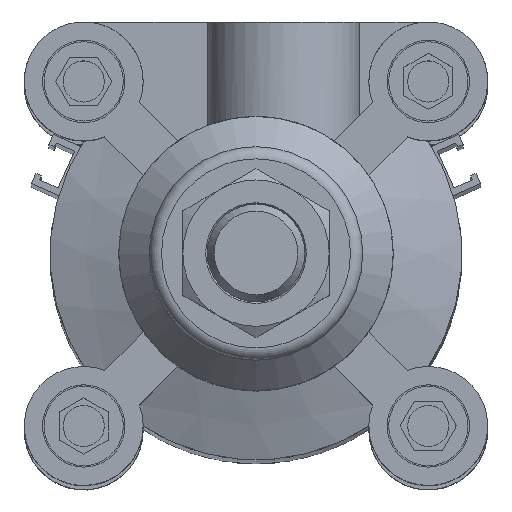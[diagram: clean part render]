
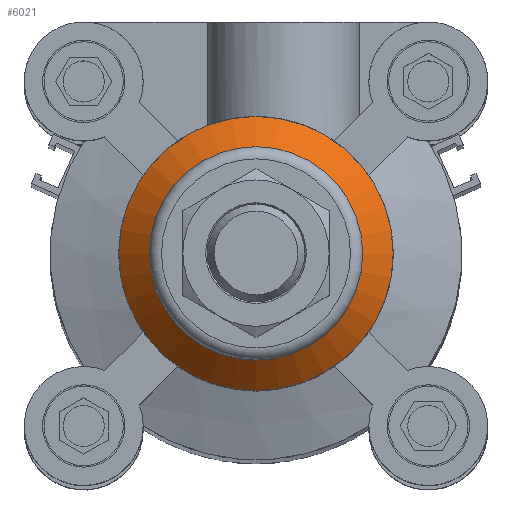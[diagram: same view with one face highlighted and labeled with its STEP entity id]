
A CAD part, top view. The second image highlights one B-rep face of the part: STEP entity #6021.
In plain terms, the highlighted conical face has half-angle 45 degrees and reference radius 20 mm.
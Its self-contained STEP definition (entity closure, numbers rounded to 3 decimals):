
#5117=CARTESIAN_POINT('',(-22.5,40.0,0.0));
#5118=VERTEX_POINT('',#5117);
#5119=CARTESIAN_POINT('',(0.0,40.0,0.0));
#5120=DIRECTION('',(0.0,1.0,0.0));
#5121=DIRECTION('',(-1.0,0.0,0.0));
#5122=AXIS2_PLACEMENT_3D('',#5119,#5120,#5121);
#5123=CIRCLE('',#5122,22.5);
#5124=EDGE_CURVE('',#5118,#5118,#5123,.T.);
#6002=CARTESIAN_POINT('',(0.0,42.5,0.0));
#6003=DIRECTION('',(0.0,-1.0,0.0));
#6004=DIRECTION('',(-1.0,0.0,0.0));
#6005=AXIS2_PLACEMENT_3D('',#6002,#6003,#6004);
#6006=CONICAL_SURFACE('',#6005,20.0,45.);
#6007=CARTESIAN_POINT('',(-17.5,45.,0.0));
#6008=VERTEX_POINT('',#6007);
#6009=CARTESIAN_POINT('',(0.0,45.,0.0));
#6010=DIRECTION('',(0.0,1.0,0.0));
#6011=DIRECTION('',(-1.0,0.0,0.0));
#6012=AXIS2_PLACEMENT_3D('',#6009,#6010,#6011);
#6013=CIRCLE('',#6012,17.5);
#6014=EDGE_CURVE('',#6008,#6008,#6013,.T.);
#6015=ORIENTED_EDGE('',*,*,#6014,.F.);
#6016=EDGE_LOOP('',(#6015));
#6017=FACE_OUTER_BOUND('',#6016,.T.);
#6018=ORIENTED_EDGE('',*,*,#5124,.T.);
#6019=EDGE_LOOP('',(#6018));
#6020=FACE_BOUND('',#6019,.T.);
#6021=ADVANCED_FACE('',(#6017,#6020),#6006,.T.);
